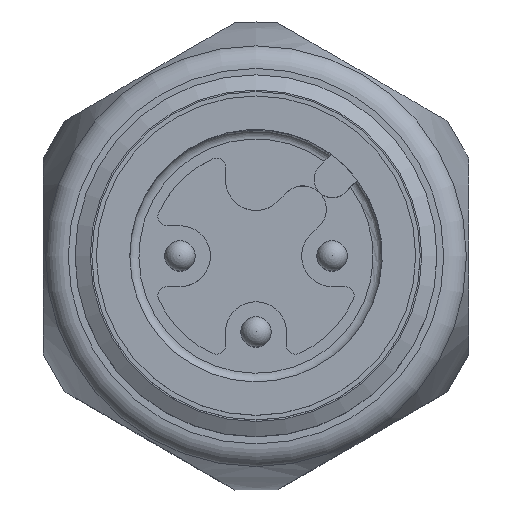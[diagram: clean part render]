
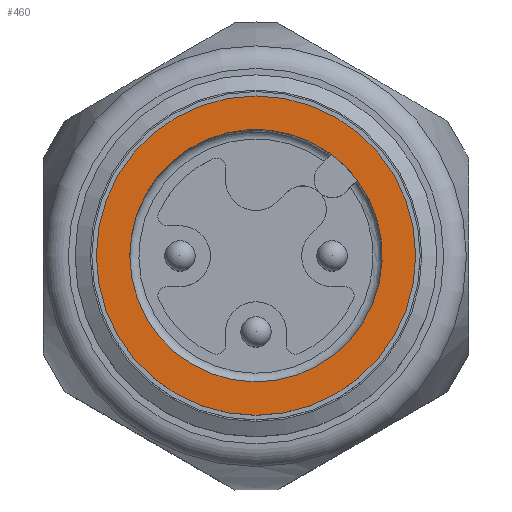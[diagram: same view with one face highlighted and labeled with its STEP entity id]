
A CAD part, top view. The second image highlights one B-rep face of the part: STEP entity #460.
In plain terms, the highlighted planar face has unit normal (0, 0, 1).
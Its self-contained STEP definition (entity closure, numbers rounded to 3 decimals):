
#460=ADVANCED_FACE('',(#545,#546),#500,.F.);
#500=PLANE('',#1298);
#545=FACE_BOUND('',#645,.T.);
#546=FACE_BOUND('',#646,.T.);
#645=EDGE_LOOP('',(#885));
#646=EDGE_LOOP('',(#886));
#885=ORIENTED_EDGE('',*,*,#1115,.F.);
#886=ORIENTED_EDGE('',*,*,#1054,.T.);
#962=VERTEX_POINT('',#1893);
#995=VERTEX_POINT('',#2045);
#1054=EDGE_CURVE('',#962,#962,#1158,.T.);
#1115=EDGE_CURVE('',#995,#995,#1181,.T.);
#1158=CIRCLE('',#1246,4.15);
#1181=CIRCLE('',#1297,5.25);
#1246=AXIS2_PLACEMENT_3D('',#1892,#1442,#1443);
#1297=AXIS2_PLACEMENT_3D('',#2044,#1580,#1581);
#1298=AXIS2_PLACEMENT_3D('',#2046,#1582,#1583);
#1442=DIRECTION('',(0.,0.,-1.));
#1443=DIRECTION('',(-1.,0.,0.));
#1580=DIRECTION('',(0.,0.,-1.));
#1581=DIRECTION('',(-1.,0.,0.));
#1582=DIRECTION('',(0.,0.,-1.));
#1583=DIRECTION('',(1.,0.,0.));
#1892=CARTESIAN_POINT('',(0.,0.,0.));
#1893=CARTESIAN_POINT('',(-4.15,0.,0.));
#2044=CARTESIAN_POINT('',(0.,0.,0.));
#2045=CARTESIAN_POINT('',(-5.25,0.,0.));
#2046=CARTESIAN_POINT('',(4.15,0.,0.));
